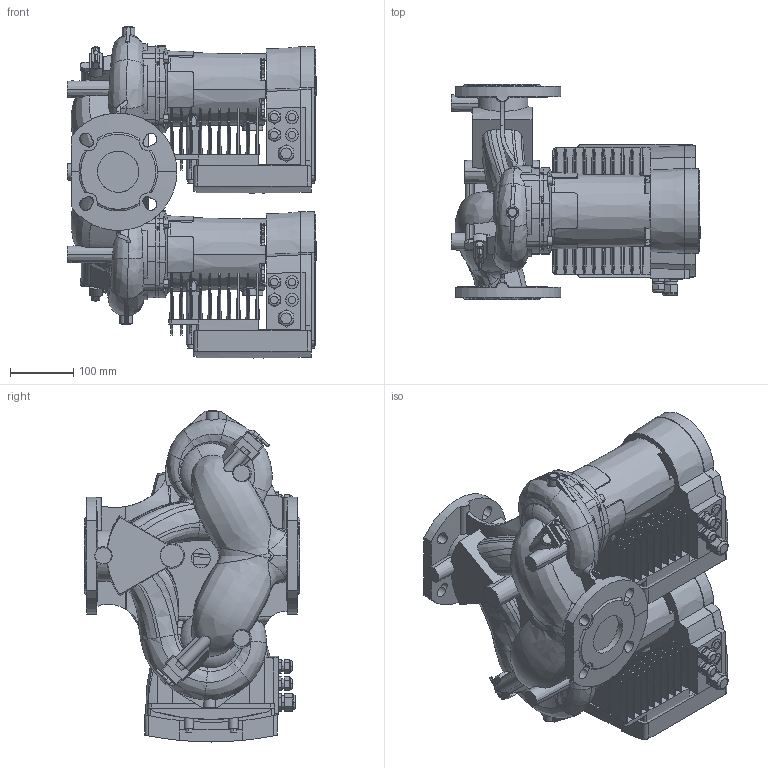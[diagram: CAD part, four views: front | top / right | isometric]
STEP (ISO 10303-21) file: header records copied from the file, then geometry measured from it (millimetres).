
FILE_DESCRIPTION (( 'STEP AP214' ), '1' );
FILE_NAME ('ModulA-D 65-15 340 RED.STEP', '2014-07-15T11:21:42', ( '' ), ( '' ), 'SwSTEP 2.0', 'SolidWorks 2011', '' );
FILE_SCHEMA (( 'AUTOMOTIVE_DESIGN' ));
Length unit declared in the file: millimetre
Products named in the file (1): ModulA-D 65-15 340 RED
Bounding box: 392.65 x 340 x 523.2 mm (x, y, z)
Volume: 20990487.4 mm3; surface area: 1987251.3 mm2
Topology: 23 solids, 27 shells, 2905 faces, 7842 edges, 5078 vertices
Faces by surface type: plane 1072, bspline 846, cylinder 614, cone 284, torus 81, sphere 8
Entity records: 223084 total; most frequent: CARTESIAN_POINT 126460, ORIENTED_EDGE 15576, DIRECTION 10095, EDGE_CURVE 7788, VERTEX_POINT 5078, AXIS2_PLACEMENT_3D 3527, EDGE_LOOP 3080, LINE 3041
